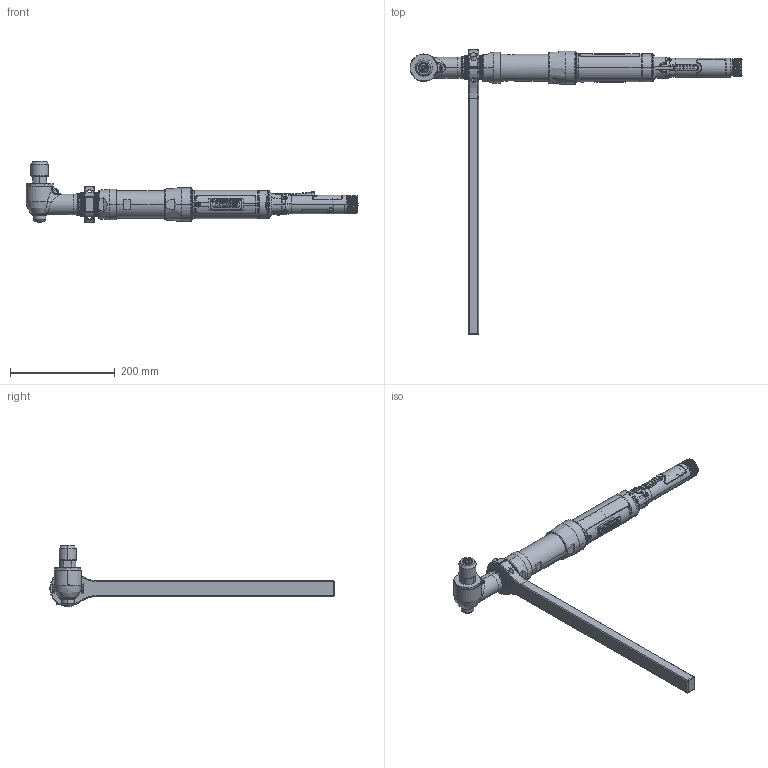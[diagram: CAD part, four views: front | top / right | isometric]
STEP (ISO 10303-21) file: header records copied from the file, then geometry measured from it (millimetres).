
FILE_DESCRIPTION((''),'2;1');
FILE_NAME('EB45LH26V1-220','2012-02-06T',('MAM0508'),(''),'PRO/ENGINEER BY PARAMETRIC TECHNOLOGY CORPORATION, 2010430','PRO/ENGINEER BY PARAMETRIC TECHNOLOGY CORPORATION, 2010430','');
FILE_SCHEMA(('CONFIG_CONTROL_DESIGN'));
Products named in the file (1): EB45LH26V1-220
Bounding box: 633.13 x 542.12 x 117.45 mm (x, y, z)
Surface area: 226207.2 mm2 (no closed solid volume)
Topology: 0 solids, 247 shells, 827 faces, 4860 edges, 4213 vertices
Faces by surface type: cylinder 378, bspline 164, plane 147, cone 66, torus 53, extrusion 17, sphere 2
Entity records: 65423 total; most frequent: CARTESIAN_POINT 32689, ORIENTED_EDGE 5770, DIRECTION 5719, EDGE_CURVE 4858, VERTEX_POINT 4213, AXIS2_PLACEMENT_3D 1941, VECTOR 1837, LINE 1820
